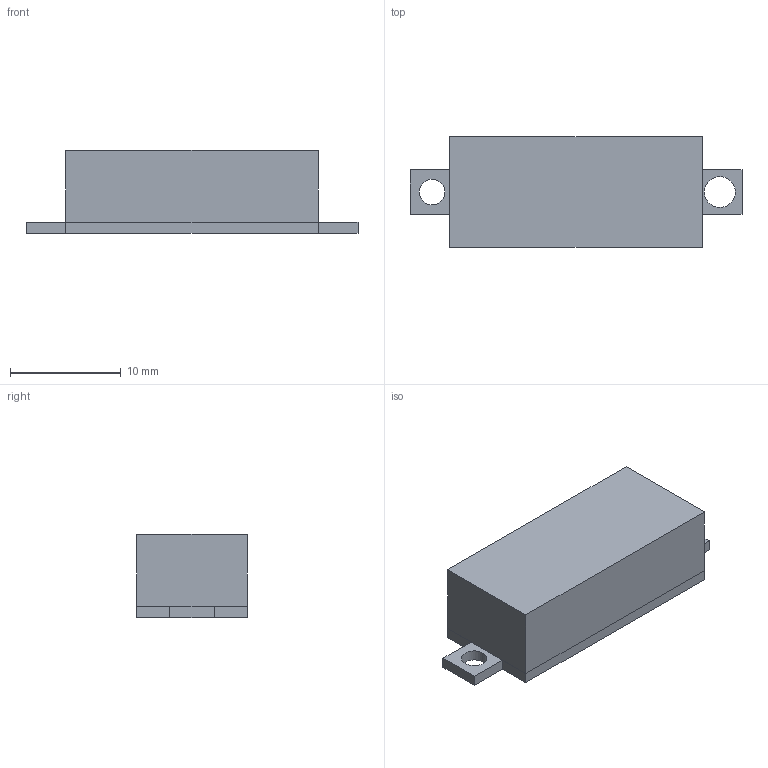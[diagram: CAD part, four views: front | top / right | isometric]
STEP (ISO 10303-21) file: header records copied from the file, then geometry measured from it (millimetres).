
FILE_DESCRIPTION(/* description */ ('LED DC Digital Voltmeter 5V Display'),/* implementation_level */ '2;1');
FILE_NAME(/* name */ 'LED DC Digital Voltmeter 5V Display grün.stp',/* time_stamp */ '2019-09-07T18:09:21+02:00',/* author */ ('7800mbz'),/* organization */ (''),/* preprocessor_version */ 'ST-DEVELOPER v17',/* originating_system */ 'Autodesk Inventor 2019',/* authorisation */ '');
FILE_SCHEMA (('AUTOMOTIVE_DESIGN { 1 0 10303 214 3 1 1 }'));
Length unit declared in the file: millimetre
Products named in the file (1): LED DC Digital Voltmeter 5V Display
Bounding box: 30 x 10 x 7.5 mm (x, y, z)
Volume: 1728.5 mm3; surface area: 1471.4 mm2
Topology: 2 solids, 2 shells, 22 faces, 54 edges, 36 vertices
Faces by surface type: plane 20, cylinder 2
Full cylindrical faces by diameter (mm): 2.3 x1, 2.8 x1
Entity records: 724 total; most frequent: CARTESIAN_POINT 113, ORIENTED_EDGE 108, DIRECTION 104, EDGE_CURVE 54, LINE 50, VECTOR 50, VERTEX_POINT 36, AXIS2_PLACEMENT_3D 27
